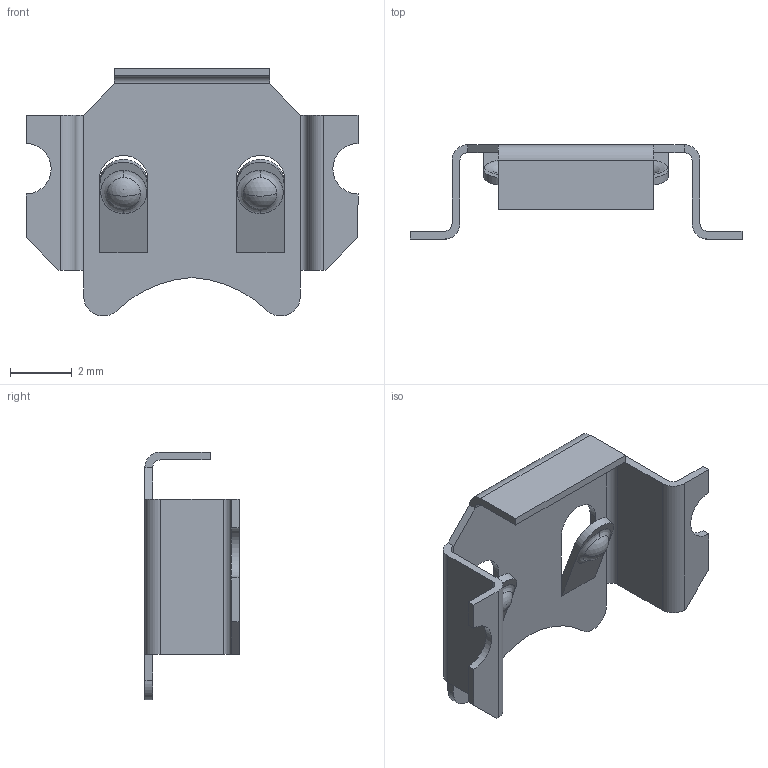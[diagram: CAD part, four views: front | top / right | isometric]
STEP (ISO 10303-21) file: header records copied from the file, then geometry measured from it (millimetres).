
FILE_DESCRIPTION (( 'STEP AP214' ), '1' );
FILE_NAME ('3098.STEP', '2013-05-07T18:05:00', ( 'Richard Maletta' ), ( '' ), 'SwSTEP 2.0', 'SolidWorks 2009', '' );
FILE_SCHEMA (( 'AUTOMOTIVE_DESIGN' ));
Length unit declared in the file: inch
Products named in the file (1): 3098
Bounding box: 10.71 x 3.05 x 8 mm (x, y, z)
Volume: 25 mm3; surface area: 217.4 mm2
Topology: 1 solids, 1 shells, 98 faces, 259 edges, 166 vertices
Faces by surface type: plane 58, cylinder 24, torus 8, sphere 8
Entity records: 3129 total; most frequent: CARTESIAN_POINT 642, DIRECTION 519, ORIENTED_EDGE 506, EDGE_CURVE 253, AXIS2_PLACEMENT_3D 175, VECTOR 169, LINE 169, VERTEX_POINT 162
